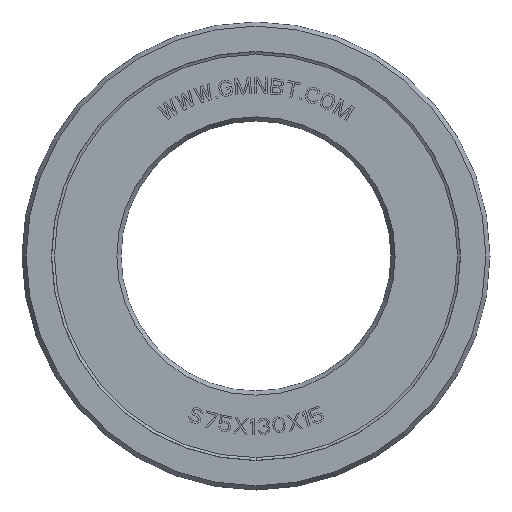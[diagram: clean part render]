
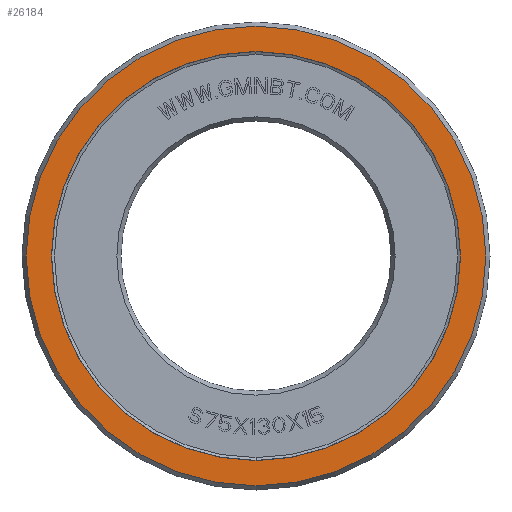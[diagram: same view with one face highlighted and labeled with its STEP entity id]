
A CAD part, front view. The second image highlights one B-rep face of the part: STEP entity #26184.
In plain terms, the highlighted planar face has unit normal (0, -1, 0).
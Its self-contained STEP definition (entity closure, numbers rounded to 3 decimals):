
#25232=CARTESIAN_POINT('',(0.,-7.5,0.));
#25233=DIRECTION('',(0.,1.,0.));
#25234=DIRECTION('',(0.,0.,-1.));
#25235=AXIS2_PLACEMENT_3D('',#25232,#25233,#25234);
#25240=CARTESIAN_POINT('',(0.,-7.5,0.));
#25241=DIRECTION('',(0.,-1.,0.));
#25242=DIRECTION('',(0.,0.,-1.));
#25243=AXIS2_PLACEMENT_3D('',#25240,#25241,#25242);
#25255=CARTESIAN_POINT('',(0.,-7.5,0.));
#25256=DIRECTION('',(0.,-1.,0.));
#25257=DIRECTION('',(0.,0.,-1.));
#25258=AXIS2_PLACEMENT_3D('',#25255,#25256,#25257);
#25270=CARTESIAN_POINT('',(0.,-7.5,0.));
#25271=DIRECTION('',(0.,1.,0.));
#25272=DIRECTION('',(0.,0.,-1.));
#25273=AXIS2_PLACEMENT_3D('',#25270,#25271,#25272);
#25696=CARTESIAN_POINT('',(0.,-7.5,-63.845));
#25698=VERTEX_POINT('',#25696);
#25736=CARTESIAN_POINT('',(0.,-7.5,63.845));
#25738=VERTEX_POINT('',#25736);
#25754=CARTESIAN_POINT('',(0.,-7.5,-56.816));
#25755=VERTEX_POINT('',#25754);
#25766=CARTESIAN_POINT('',(0.,-7.5,56.816));
#25767=VERTEX_POINT('',#25766);
#26169=CARTESIAN_POINT('',(0.,-7.5,0.));
#26170=DIRECTION('',(0.,1.,0.));
#26171=DIRECTION('',(0.,0.,-1.));
#26172=AXIS2_PLACEMENT_3D('',#26169,#26170,#26171);
#26173=PLANE('',#26172);
#26175=ORIENTED_EDGE('',*,*,#26174,.F.);
#26177=ORIENTED_EDGE('',*,*,#26176,.T.);
#26178=EDGE_LOOP('',(#26175,#26177));
#26179=FACE_OUTER_BOUND('',#26178,.F.);
#26180=ORIENTED_EDGE('',*,*,#26155,.F.);
#26181=ORIENTED_EDGE('',*,*,#26137,.T.);
#26182=EDGE_LOOP('',(#26180,#26181));
#26183=FACE_BOUND('',#26182,.F.);
#25236=CIRCLE('',#25235,56.816);
#25244=CIRCLE('',#25243,56.816);
#25259=CIRCLE('',#25258,63.845);
#25274=CIRCLE('',#25273,63.845);
#26137=EDGE_CURVE('',#25755,#25767,#25244,.T.);
#26155=EDGE_CURVE('',#25755,#25767,#25236,.T.);
#26174=EDGE_CURVE('',#25698,#25738,#25259,.T.);
#26176=EDGE_CURVE('',#25698,#25738,#25274,.T.);
#26184=ADVANCED_FACE('',(#26179,#26183),#26173,.F.);
